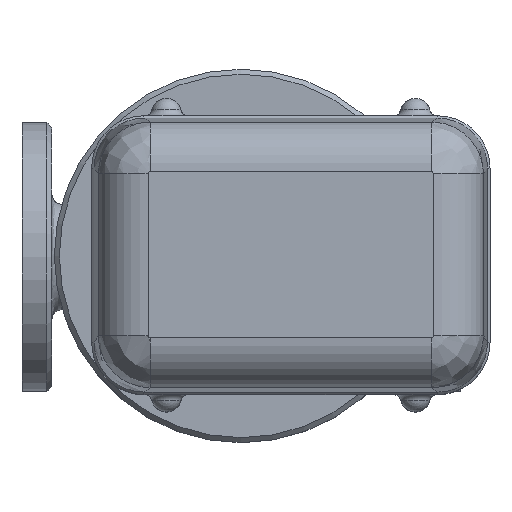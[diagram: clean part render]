
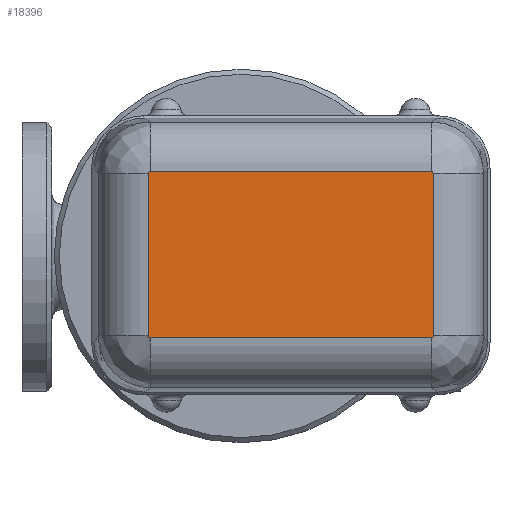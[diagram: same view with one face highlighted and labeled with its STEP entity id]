
A CAD part, top view. The second image highlights one B-rep face of the part: STEP entity #18396.
In plain terms, the highlighted planar face has unit normal (0, 0, 1).
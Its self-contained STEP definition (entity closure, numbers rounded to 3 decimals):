
#136=B_SPLINE_CURVE_WITH_KNOTS('',3,(#27498,#27499,#27500,#27501,#27502,
#27503,#27504,#27505),.UNSPECIFIED.,.F.,.F.,(4,1,1,1,1,4),(0.,0.017,
0.034,0.069,0.103,0.12),
 .UNSPECIFIED.);
#138=B_SPLINE_CURVE_WITH_KNOTS('',3,(#27575,#27576,#27577,#27578,#27579,
#27580,#27581,#27582),.UNSPECIFIED.,.F.,.F.,(4,1,1,1,1,4),(0.,0.017,
0.052,0.086,0.103,0.12),
 .UNSPECIFIED.);
#140=B_SPLINE_CURVE_WITH_KNOTS('',3,(#27660,#27661,#27662,#27663,#27664,
#27665,#27666,#27667),.UNSPECIFIED.,.F.,.F.,(4,1,1,1,1,4),(0.,0.017,
0.034,0.069,0.103,0.12),
 .UNSPECIFIED.);
#142=B_SPLINE_CURVE_WITH_KNOTS('',3,(#27744,#27745,#27746,#27747,#27748,
#27749,#27750,#27751,#27752),.UNSPECIFIED.,.F.,.F.,(4,1,1,1,1,1,4),(0.,
0.017,0.034,0.052,0.069,
0.103,0.12),.UNSPECIFIED.);
#1234=LINE('',#27440,#2309);
#1236=LINE('',#27596,#2311);
#1237=LINE('',#27601,#2312);
#1239=LINE('',#27763,#2314);
#2309=VECTOR('',#22008,113.105);
#2311=VECTOR('',#22018,65.105);
#2312=VECTOR('',#22023,65.105);
#2314=VECTOR('',#22031,113.105);
#4013=FACE_OUTER_BOUND('',#5279,.T.);
#5279=EDGE_LOOP('',(#12598,#12599,#12600,#12601,#12602,#12603,#12604,#12605));
#7821=VERTEX_POINT('',#27433);
#7824=VERTEX_POINT('',#27438);
#7825=VERTEX_POINT('',#27497);
#7828=VERTEX_POINT('',#27573);
#7829=VERTEX_POINT('',#27592);
#7832=VERTEX_POINT('',#27599);
#7833=VERTEX_POINT('',#27659);
#7836=VERTEX_POINT('',#27742);
#9640=EDGE_CURVE('',#7824,#7821,#1234,.T.);
#9641=EDGE_CURVE('',#7821,#7825,#136,.T.);
#9645=EDGE_CURVE('',#7828,#7824,#138,.T.);
#9649=EDGE_CURVE('',#7825,#7829,#1236,.T.);
#9651=EDGE_CURVE('',#7832,#7828,#1237,.T.);
#9653=EDGE_CURVE('',#7829,#7833,#140,.T.);
#9657=EDGE_CURVE('',#7836,#7832,#142,.T.);
#9659=EDGE_CURVE('',#7833,#7836,#1239,.T.);
#12598=ORIENTED_EDGE('',*,*,#9640,.F.);
#12599=ORIENTED_EDGE('',*,*,#9645,.F.);
#12600=ORIENTED_EDGE('',*,*,#9651,.F.);
#12601=ORIENTED_EDGE('',*,*,#9657,.F.);
#12602=ORIENTED_EDGE('',*,*,#9659,.F.);
#12603=ORIENTED_EDGE('',*,*,#9653,.F.);
#12604=ORIENTED_EDGE('',*,*,#9649,.F.);
#12605=ORIENTED_EDGE('',*,*,#9641,.F.);
#17846=PLANE('',#19721);
#18396=ADVANCED_FACE('',(#4013),#17846,.T.);
#19721=AXIS2_PLACEMENT_3D('',#27843,#22046,#22047);
#22008=DIRECTION('',(-1.,0.,0.));
#22018=DIRECTION('',(0.,1.,0.));
#22023=DIRECTION('',(0.,-1.,0.));
#22031=DIRECTION('',(1.,0.,0.));
#22046=DIRECTION('center_axis',(0.,0.,
1.));
#22047=DIRECTION('ref_axis',(1.,0.,0.));
#27433=CARTESIAN_POINT('',(-36.552,-33.324,554.5));
#27438=CARTESIAN_POINT('',(76.552,-33.324,554.5));
#27440=CARTESIAN_POINT('',(-9.5,-33.324,554.5));
#27497=CARTESIAN_POINT('',(-37.324,-32.552,554.5));
#27498=CARTESIAN_POINT('Ctrl Pts',(-36.552,-33.324,
554.5));
#27499=CARTESIAN_POINT('Ctrl Pts',(-36.61,-33.324,
554.5));
#27500=CARTESIAN_POINT('Ctrl Pts',(-36.726,-33.311,
554.5));
#27501=CARTESIAN_POINT('Ctrl Pts',(-36.944,-33.233,
554.5));
#27502=CARTESIAN_POINT('Ctrl Pts',(-37.175,-33.048,
554.5));
#27503=CARTESIAN_POINT('Ctrl Pts',(-37.305,-32.782,
554.5));
#27504=CARTESIAN_POINT('Ctrl Pts',(-37.324,-32.61,
554.5));
#27505=CARTESIAN_POINT('Ctrl Pts',(-37.324,-32.552,
554.5));
#27573=CARTESIAN_POINT('',(77.324,-32.552,554.5));
#27575=CARTESIAN_POINT('Ctrl Pts',(77.324,-32.552,554.5));
#27576=CARTESIAN_POINT('Ctrl Pts',(77.324,-32.61,554.5));
#27577=CARTESIAN_POINT('Ctrl Pts',(77.305,-32.782,554.5));
#27578=CARTESIAN_POINT('Ctrl Pts',(77.175,-33.048,554.5));
#27579=CARTESIAN_POINT('Ctrl Pts',(76.944,-33.233,554.5));
#27580=CARTESIAN_POINT('Ctrl Pts',(76.726,-33.311,554.5));
#27581=CARTESIAN_POINT('Ctrl Pts',(76.61,-33.324,554.5));
#27582=CARTESIAN_POINT('Ctrl Pts',(76.552,-33.324,554.5));
#27592=CARTESIAN_POINT('',(-37.324,32.552,554.5));
#27596=CARTESIAN_POINT('',(-37.324,17.5,554.5));
#27599=CARTESIAN_POINT('',(77.324,32.552,554.5));
#27601=CARTESIAN_POINT('',(77.324,-17.5,554.5));
#27659=CARTESIAN_POINT('',(-36.552,33.324,554.5));
#27660=CARTESIAN_POINT('Ctrl Pts',(-37.324,32.552,554.5));
#27661=CARTESIAN_POINT('Ctrl Pts',(-37.324,32.61,554.5));
#27662=CARTESIAN_POINT('Ctrl Pts',(-37.311,32.726,554.5));
#27663=CARTESIAN_POINT('Ctrl Pts',(-37.233,32.944,554.5));
#27664=CARTESIAN_POINT('Ctrl Pts',(-37.048,33.175,554.5));
#27665=CARTESIAN_POINT('Ctrl Pts',(-36.782,33.305,554.5));
#27666=CARTESIAN_POINT('Ctrl Pts',(-36.61,33.324,554.5));
#27667=CARTESIAN_POINT('Ctrl Pts',(-36.552,33.324,554.5));
#27742=CARTESIAN_POINT('',(76.552,33.324,554.5));
#27744=CARTESIAN_POINT('Ctrl Pts',(76.552,33.324,554.5));
#27745=CARTESIAN_POINT('Ctrl Pts',(76.61,33.324,554.5));
#27746=CARTESIAN_POINT('Ctrl Pts',(76.725,33.311,554.5));
#27747=CARTESIAN_POINT('Ctrl Pts',(76.888,33.253,554.5));
#27748=CARTESIAN_POINT('Ctrl Pts',(77.036,33.159,554.5));
#27749=CARTESIAN_POINT('Ctrl Pts',(77.2,32.996,554.5));
#27750=CARTESIAN_POINT('Ctrl Pts',(77.304,32.783,554.5));
#27751=CARTESIAN_POINT('Ctrl Pts',(77.324,32.61,554.5));
#27752=CARTESIAN_POINT('Ctrl Pts',(77.324,32.552,554.5));
#27763=CARTESIAN_POINT('',(49.5,33.324,554.5));
#27843=CARTESIAN_POINT('Origin',(20.,0.,554.5));
